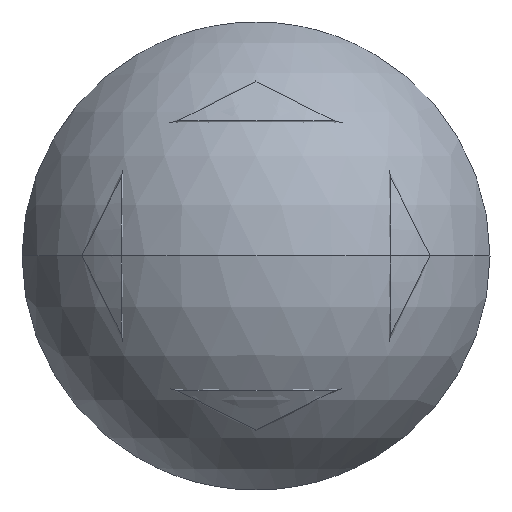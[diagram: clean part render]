
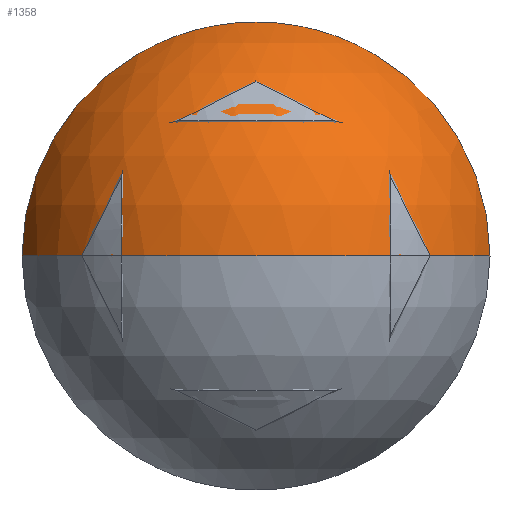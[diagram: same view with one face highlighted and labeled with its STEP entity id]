
A CAD part, top view. The second image highlights one B-rep face of the part: STEP entity #1358.
In plain terms, the highlighted spherical face has radius 6.825 mm.
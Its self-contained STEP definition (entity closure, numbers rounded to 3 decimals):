
#101 = FACE_OUTER_BOUND ( 'NONE', #763, .T. ) ;
#124 = CIRCLE ( 'NONE', #396, 6.825 ) ;
#128 = AXIS2_PLACEMENT_3D ( 'NONE', #1795, #1071, #221 ) ;
#166 = SPHERICAL_SURFACE ( 'NONE', #128, 6.825 ) ;
#221 = DIRECTION ( 'NONE',  ( -1., 0., 0. ) ) ;
#236 = AXIS2_PLACEMENT_3D ( 'NONE', #1325, #1625, #757 ) ;
#370 = CARTESIAN_POINT ( 'NONE',  ( 0., 0., 2.214 ) ) ;
#396 = AXIS2_PLACEMENT_3D ( 'NONE', #1565, #1699, #1402 ) ;
#399 = CARTESIAN_POINT ( 'NONE',  ( -6.474, 0., -2.453 ) ) ;
#412 = VERTEX_POINT ( 'NONE', #370 ) ;
#486 = AXIS2_PLACEMENT_3D ( 'NONE', #1550, #701, #843 ) ;
#591 = CIRCLE ( 'NONE', #236, 6.825 ) ;
#631 = CARTESIAN_POINT ( 'NONE',  ( 6.474, 0., -2.453 ) ) ;
#677 = VERTEX_POINT ( 'NONE', #631 ) ;
#701 = DIRECTION ( 'NONE',  ( 0., 0., -1. ) ) ;
#757 = DIRECTION ( 'NONE',  ( 0., 0., -1. ) ) ;
#763 = EDGE_LOOP ( 'NONE', ( #1451, #1433, #1110 ) ) ;
#843 = DIRECTION ( 'NONE',  ( -1., 0., 0. ) ) ;
#879 = EDGE_CURVE ( 'NONE', #412, #677, #124, .T. ) ;
#991 = EDGE_CURVE ( 'NONE', #1004, #677, #1259, .T. ) ;
#1004 = VERTEX_POINT ( 'NONE', #399 ) ;
#1071 = DIRECTION ( 'NONE',  ( 0., 1., 0. ) ) ;
#1110 = ORIENTED_EDGE ( 'NONE', *, *, #991, .F. ) ;
#1259 = CIRCLE ( 'NONE', #486, 6.474 ) ;
#1325 = CARTESIAN_POINT ( 'NONE',  ( 0., 0., -4.611 ) ) ;
#1358 = ADVANCED_FACE ( 'NONE', ( #101 ), #166, .T. ) ;
#1402 = DIRECTION ( 'NONE',  ( -1., 0., 0. ) ) ;
#1433 = ORIENTED_EDGE ( 'NONE', *, *, #879, .T. ) ;
#1451 = ORIENTED_EDGE ( 'NONE', *, *, #1769, .F. ) ;
#1550 = CARTESIAN_POINT ( 'NONE',  ( 0., 0., -2.453 ) ) ;
#1565 = CARTESIAN_POINT ( 'NONE',  ( 0., 0., -4.611 ) ) ;
#1625 = DIRECTION ( 'NONE',  ( 0., -1., 0. ) ) ;
#1699 = DIRECTION ( 'NONE',  ( 0., 1., 0. ) ) ;
#1769 = EDGE_CURVE ( 'NONE', #412, #1004, #591, .T. ) ;
#1795 = CARTESIAN_POINT ( 'NONE',  ( 0., 0., -4.611 ) ) ;
